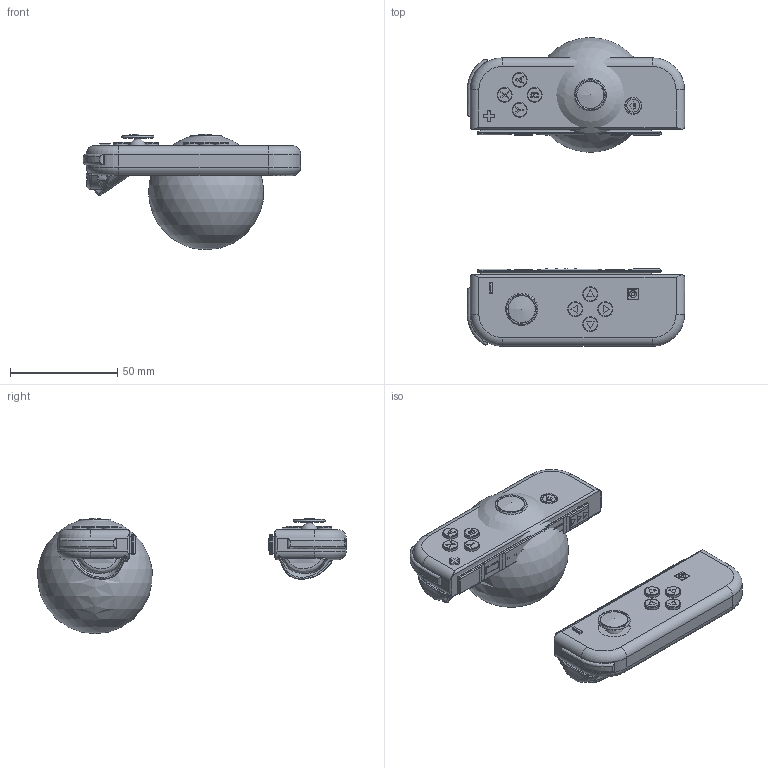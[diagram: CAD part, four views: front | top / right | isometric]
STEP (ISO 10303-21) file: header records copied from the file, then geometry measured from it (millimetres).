
FILE_DESCRIPTION(/* description */ (''),/* implementation_level */ '2;1');
FILE_NAME(/* name */ 'Joy-Con v1.step',/* time_stamp */ '2020-04-27T17:54:53+05:00',/* author */ (''),/* organization */ (''),/* preprocessor_version */ 'ST-DEVELOPER v18.1',/* originating_system */ 'Autodesk Translation Framework v9.2.0.1227',/* authorisation */ '');
FILE_SCHEMA (('AUTOMOTIVE_DESIGN { 1 0 10303 214 3 1 1 }'));
Length unit declared in the file: millimetre
Products named in the file (5): Joy-Con; *U2; *U1; *U4; *U3
Assembly tree (10 placements, depth 3):
  Joy-Con
    *U2
      *U1  x4
    *U4
      *U3  x4
Bounding box: 101.36 x 144.04 x 53.84 mm (x, y, z)
Volume: 182487.3 mm3; surface area: 43023.7 mm2
Topology: 51 solids, 51 shells, 631 faces, 1482 edges, 960 vertices
Faces by surface type: plane 326, cylinder 164, bspline 83, torus 44, sphere 14
Full cylindrical faces by diameter (mm): 2.307 x1, 3 x2, 4.2 x1, 6 x2, 7 x8, 15 x4
Entity records: 22655 total; most frequent: CARTESIAN_POINT 9266, ORIENTED_EDGE 2802, DIRECTION 2536, EDGE_CURVE 1401, AXIS2_PLACEMENT_3D 925, VERTEX_POINT 912, LINE 686, VECTOR 686
